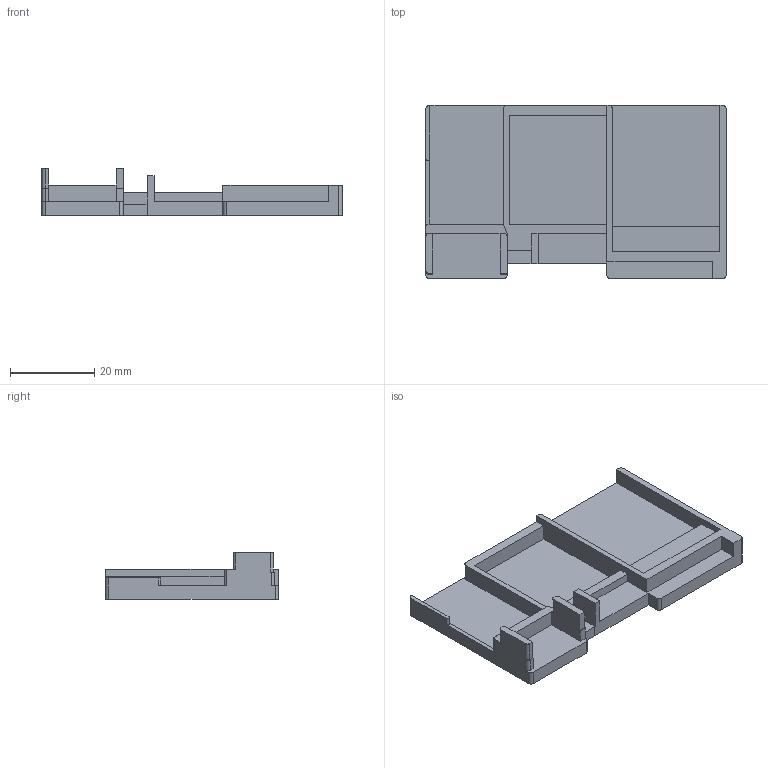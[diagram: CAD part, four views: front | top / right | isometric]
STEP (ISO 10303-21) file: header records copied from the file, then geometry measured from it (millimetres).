
FILE_DESCRIPTION(/* description */ (''),/* implementation_level */ '2;1');
FILE_NAME(/* name */ 'carrier_board.step',/* time_stamp */ '2023-02-02T10:10:04-05:00',/* author */ (''),/* organization */ (''),/* preprocessor_version */ 'ST-DEVELOPER v19.2',/* originating_system */ 'Autodesk Translation Framework v11.17.0.187',/* authorisation */ '');
FILE_SCHEMA (('AUTOMOTIVE_DESIGN { 1 0 10303 214 3 1 1 }'));
Length unit declared in the file: millimetre
Products named in the file (1): Carrier_board_cs
Bounding box: 71.39 x 41.15 x 11.05 mm (x, y, z)
Volume: 9346.2 mm3; surface area: 8426.7 mm2
Topology: 1 solids, 1 shells, 74 faces, 214 edges, 142 vertices
Faces by surface type: plane 57, cylinder 17
Entity records: 2463 total; most frequent: CARTESIAN_POINT 431, ORIENTED_EDGE 428, DIRECTION 398, EDGE_CURVE 214, LINE 180, VECTOR 180, VERTEX_POINT 142, AXIS2_PLACEMENT_3D 109
